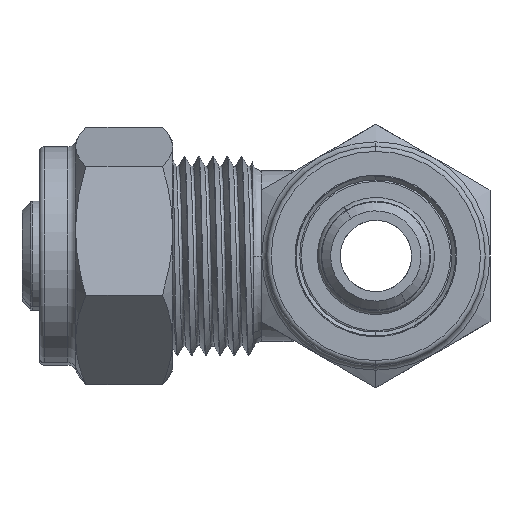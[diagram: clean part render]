
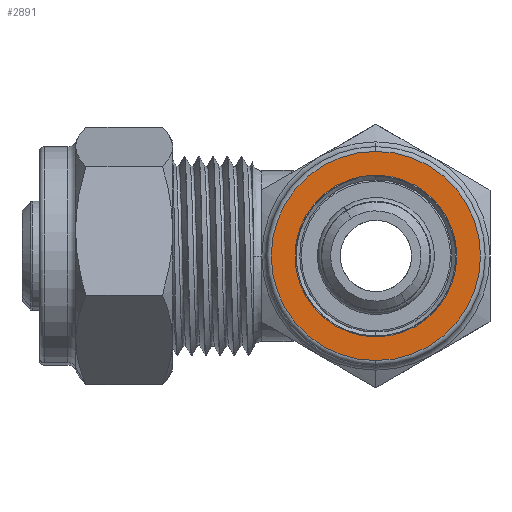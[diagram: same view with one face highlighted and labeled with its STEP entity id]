
A CAD part, left-side view. The second image highlights one B-rep face of the part: STEP entity #2891.
In plain terms, the highlighted face is planar.
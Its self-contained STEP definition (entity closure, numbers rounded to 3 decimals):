
#557 = DIRECTION ( 'NONE',  ( 0., -1., 0. ) ) ;
#691 = CARTESIAN_POINT ( 'NONE',  ( 0., 14., 0. ) ) ;
#1016 = CIRCLE ( 'NONE', #25554, 8.5 ) ;
#1217 = ORIENTED_EDGE ( 'NONE', *, *, #18284, .T. ) ;
#1469 = FACE_BOUND ( 'NONE', #21740, .T. ) ;
#2151 = FACE_OUTER_BOUND ( 'NONE', #7337, .T. ) ;
#2162 = CARTESIAN_POINT ( 'NONE',  ( 0., 14., -11. ) ) ;
#2337 = EDGE_CURVE ( 'NONE', #11053, #25982, #1016, .T. ) ;
#2822 = AXIS2_PLACEMENT_3D ( 'NONE', #8265, #5545, #2845 ) ;
#2845 = DIRECTION ( 'NONE',  ( 0., 0., 1. ) ) ;
#2891 = ADVANCED_FACE ( 'NONE', ( #2151, #1469 ), #13632, .T. ) ;
#2990 = ORIENTED_EDGE ( 'NONE', *, *, #21669, .T. ) ;
#3256 = CARTESIAN_POINT ( 'NONE',  ( 0., 14., 0. ) ) ;
#4348 = DIRECTION ( 'NONE',  ( 0., 0., 1. ) ) ;
#4604 = AXIS2_PLACEMENT_3D ( 'NONE', #3256, #557, #24190 ) ;
#4860 = CIRCLE ( 'NONE', #4604, 8.5 ) ;
#5545 = DIRECTION ( 'NONE',  ( 0., 1., 0. ) ) ;
#7035 = DIRECTION ( 'NONE',  ( 0., 1., 0. ) ) ;
#7206 = EDGE_CURVE ( 'NONE', #21708, #21311, #18250, .T. ) ;
#7337 = EDGE_LOOP ( 'NONE', ( #14314, #2990 ) ) ;
#8265 = CARTESIAN_POINT ( 'NONE',  ( 0., 14., 0. ) ) ;
#8741 = AXIS2_PLACEMENT_3D ( 'NONE', #9767, #7035, #4348 ) ;
#9117 = CARTESIAN_POINT ( 'NONE',  ( 0., 14., 11. ) ) ;
#9767 = CARTESIAN_POINT ( 'NONE',  ( 0., 14., 0. ) ) ;
#11053 = VERTEX_POINT ( 'NONE', #18069 ) ;
#12249 = DIRECTION ( 'NONE',  ( 0., 0., -1. ) ) ;
#13497 = CIRCLE ( 'NONE', #8741, 11. ) ;
#13632 = PLANE ( 'NONE',  #2822 ) ;
#14098 = AXIS2_PLACEMENT_3D ( 'NONE', #691, #24328, #21622 ) ;
#14314 = ORIENTED_EDGE ( 'NONE', *, *, #7206, .T. ) ;
#14940 = DIRECTION ( 'NONE',  ( 0., -1., 0. ) ) ;
#17641 = CARTESIAN_POINT ( 'NONE',  ( 0., 14., 0. ) ) ;
#18069 = CARTESIAN_POINT ( 'NONE',  ( 0., 14., -8.5 ) ) ;
#18250 = CIRCLE ( 'NONE', #14098, 11. ) ;
#18284 = EDGE_CURVE ( 'NONE', #25982, #11053, #4860, .T. ) ;
#18642 = CARTESIAN_POINT ( 'NONE',  ( 0., 14., 8.5 ) ) ;
#21311 = VERTEX_POINT ( 'NONE', #2162 ) ;
#21622 = DIRECTION ( 'NONE',  ( 0., 0., 1. ) ) ;
#21669 = EDGE_CURVE ( 'NONE', #21311, #21708, #13497, .T. ) ;
#21708 = VERTEX_POINT ( 'NONE', #9117 ) ;
#21740 = EDGE_LOOP ( 'NONE', ( #25344, #1217 ) ) ;
#24190 = DIRECTION ( 'NONE',  ( 0., 0., -1. ) ) ;
#24328 = DIRECTION ( 'NONE',  ( 0., 1., 0. ) ) ;
#25344 = ORIENTED_EDGE ( 'NONE', *, *, #2337, .T. ) ;
#25554 = AXIS2_PLACEMENT_3D ( 'NONE', #17641, #14940, #12249 ) ;
#25982 = VERTEX_POINT ( 'NONE', #18642 ) ;
